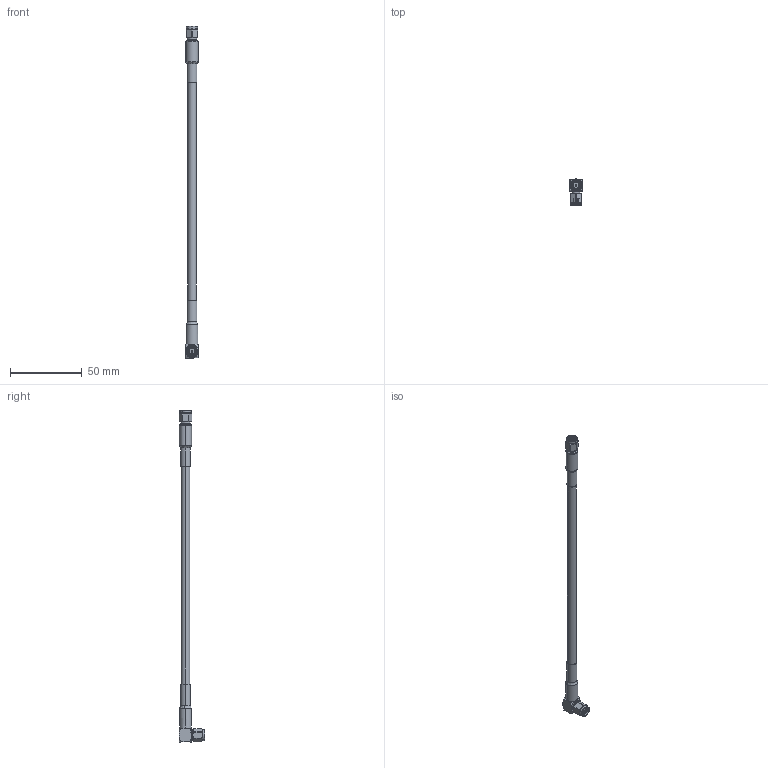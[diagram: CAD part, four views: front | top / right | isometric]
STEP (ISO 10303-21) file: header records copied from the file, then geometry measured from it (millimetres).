
FILE_DESCRIPTION (( 'STEP AP203' ), '1' );
FILE_NAME ('PE3W01093-HS.step', '2020-09-09T16:40:37', ( '' ), ( '' ), 'SwSTEP 2.0', 'SolidWorks 2018', '' );
FILE_SCHEMA (( 'CONFIG_CONTROL_DESIGN' ));
Length unit declared in the file: inch
Products named in the file (4): PE3W01093-HS; PE44638^PE3W01093-HS_Heat Shrink; PE44664^PE3W01093-HS_Heat Shrink; LMR-240^PE3W01093-HS_LMR-240
Assembly tree (3 placements, depth 2):
  PE3W01093-HS
    LMR-240^PE3W01093-HS_LMR-240
    PE44638^PE3W01093-HS_Heat Shrink
    PE44664^PE3W01093-HS_Heat Shrink
Bounding box: 8.99 x 18.11 x 232.17 mm (x, y, z)
Volume: 8690.1 mm3; surface area: 5984.7 mm2
Topology: 3 solids, 4 shells, 186 faces, 455 edges, 293 vertices
Faces by surface type: cylinder 85, plane 52, cone 33, bspline 16
Entity records: 9496 total; most frequent: CARTESIAN_POINT 4984, ORIENTED_EDGE 910, DIRECTION 816, EDGE_CURVE 455, AXIS2_PLACEMENT_3D 340, VERTEX_POINT 293, EDGE_LOOP 202, ADVANCED_FACE 186
